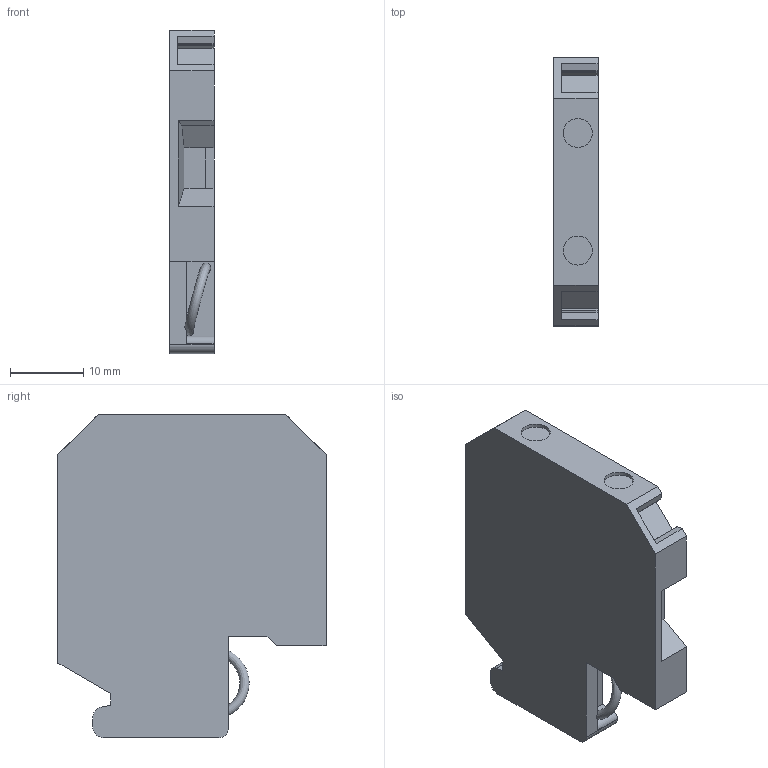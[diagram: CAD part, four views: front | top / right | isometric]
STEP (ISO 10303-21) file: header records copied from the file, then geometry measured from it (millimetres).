
FILE_DESCRIPTION(/* description */ ('Unknown'),/* implementation_level */ '2;1');
FILE_NAME(/* name */ 'CSTM2.5_KH_3D',/* time_stamp */ '2020-05-14T13:31:23+05:00',/* author */ ('Unknown'),/* organization */ ('Unknown'),/* preprocessor_version */ 'ST-DEVELOPER v16.7',/* originating_system */ 'DEX',/* authorisation */ $);
FILE_SCHEMA (('AUTOMOTIVE_DESIGN {1 0 10303 214 3 1 1}'));
Length unit declared in the file: millimetre
Products named in the file (1): Part6
Bounding box: 6 x 36.5 x 44 mm (x, y, z)
Volume: 7254 mm3; surface area: 4099 mm2
Topology: 1 solids, 1 shells, 69 faces, 190 edges, 124 vertices
Faces by surface type: plane 58, cylinder 10, bspline 1
Full cylindrical faces by diameter (mm): 3.95 x2
Entity records: 2976 total; most frequent: CARTESIAN_POINT 721, ORIENTED_EDGE 372, DIRECTION 339, EDGE_CURVE 186, LINE 161, VECTOR 161, VERTEX_POINT 123, AXIS2_PLACEMENT_3D 89
